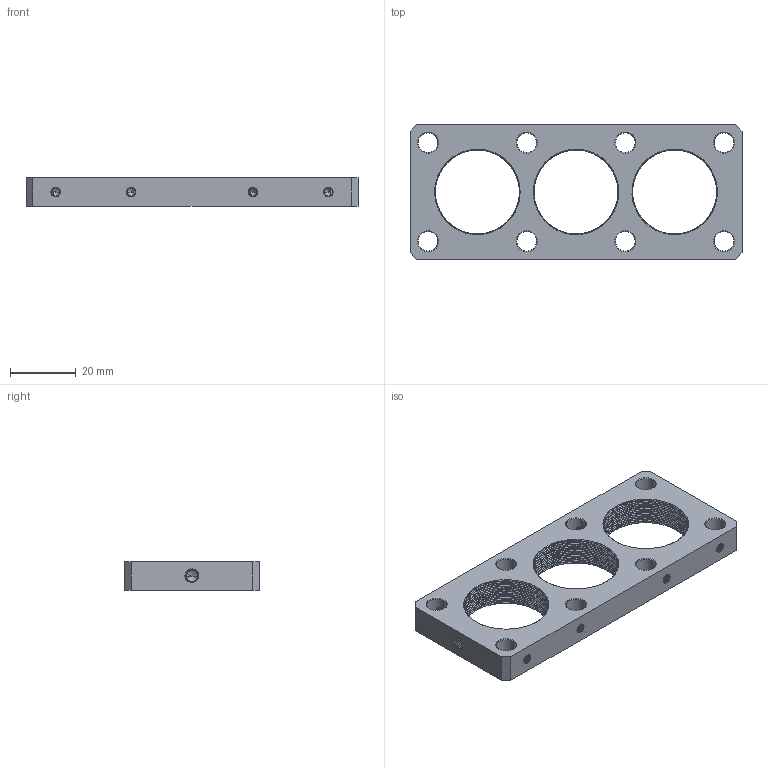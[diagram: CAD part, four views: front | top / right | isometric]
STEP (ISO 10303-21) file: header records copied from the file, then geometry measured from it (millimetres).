
FILE_DESCRIPTION((''),'2;1');
FILE_NAME('CSJ-30T3','2022-09-03T',('daizh'),(''),'CREO PARAMETRIC BY PTC INC, 2018360','CREO PARAMETRIC BY PTC INC, 2018360','');
FILE_SCHEMA(('CONFIG_CONTROL_DESIGN'));
Products named in the file (1): CSJ-30T3
Bounding box: 101 x 41 x 8.8 mm (x, y, z)
Volume: 20142.5 mm3; surface area: 11863.1 mm2
Topology: 1 solids, 1 shells, 555 faces, 1607 edges, 1044 vertices
Faces by surface type: cylinder 267, bspline 202, cone 58, plane 28
Entity records: 55121 total; most frequent: CARTESIAN_POINT 43118, ORIENTED_EDGE 3206, EDGE_CURVE 1603, DIRECTION 1344, B_SPLINE_CURVE_WITH_KNOTS 1083, VERTEX_POINT 1044, EDGE_LOOP 587, FACE_OUTER_BOUND 555
